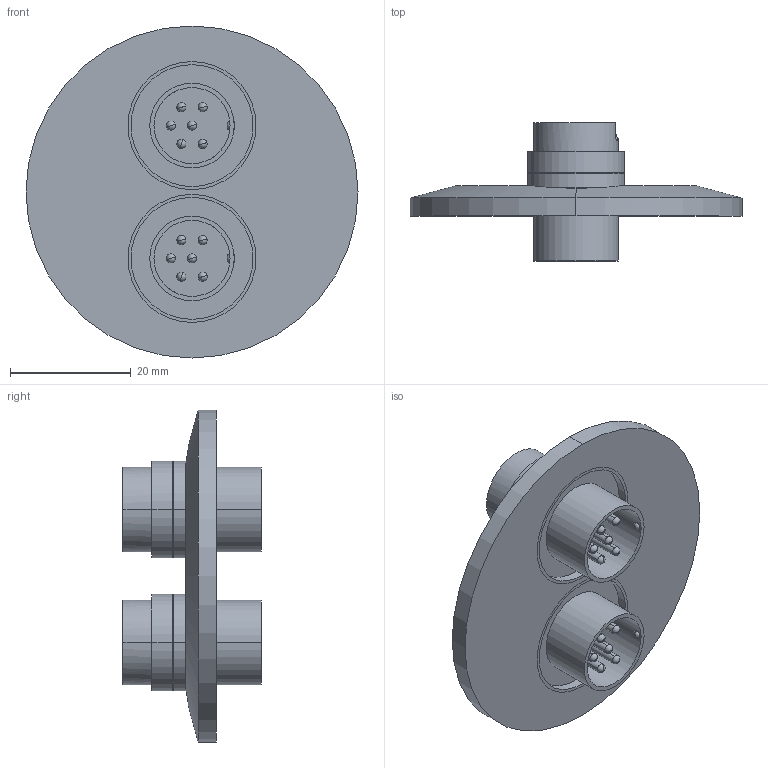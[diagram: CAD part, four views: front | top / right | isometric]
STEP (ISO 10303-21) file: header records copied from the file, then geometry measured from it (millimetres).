
FILE_DESCRIPTION (( 'STEP AP214' ), '1' );
FILE_NAME ('220-CM6-K40-2.STEP', '2017-02-09T11:55:49', ( 'allectra' ), ( 'Microsoft' ), 'SwSTEP 2.0', 'SolidWorks 2014', '' );
FILE_SCHEMA (( 'AUTOMOTIVE_DESIGN' ));
Length unit declared in the file: millimetre
Products named in the file (23): 9220-PIN-FENI-1,5; 9220-CMX-KF40-2_431-KF40-B; 9220-CM-GLASS6-PLATE; 9220-CM-W-V0914; 9220-CMX-KF40-2; 220-CM6-K40-2; 220-CM6_220-CM6; 9220-PIN-FENI-1,5_pin  vergd.; 9220-CM-W-V0914_Einbuchtung-neu
Assembly tree (11 placements, depth 3):
  9220-PIN-FENI-1,5
  9220-PIN-FENI-1,5
  9220-PIN-FENI-1,5
  9220-PIN-FENI-1,5
  9220-PIN-FENI-1,5
Bounding box: 55 x 22.9 x 55 mm (x, y, z)
Volume: 11779.5 mm3; surface area: 12159.2 mm2
Topology: 17 solids, 17 shells, 218 faces, 584 edges, 360 vertices
Faces by surface type: cylinder 96, sphere 48, plane 40, torus 14, cone 12, bspline 8
Entity records: 3343 total; most frequent: CARTESIAN_POINT 823, DIRECTION 476, ORIENTED_EDGE 422, EDGE_CURVE 211, AXIS2_PLACEMENT_3D 207, VERTEX_POINT 138, CIRCLE 111, EDGE_LOOP 105
